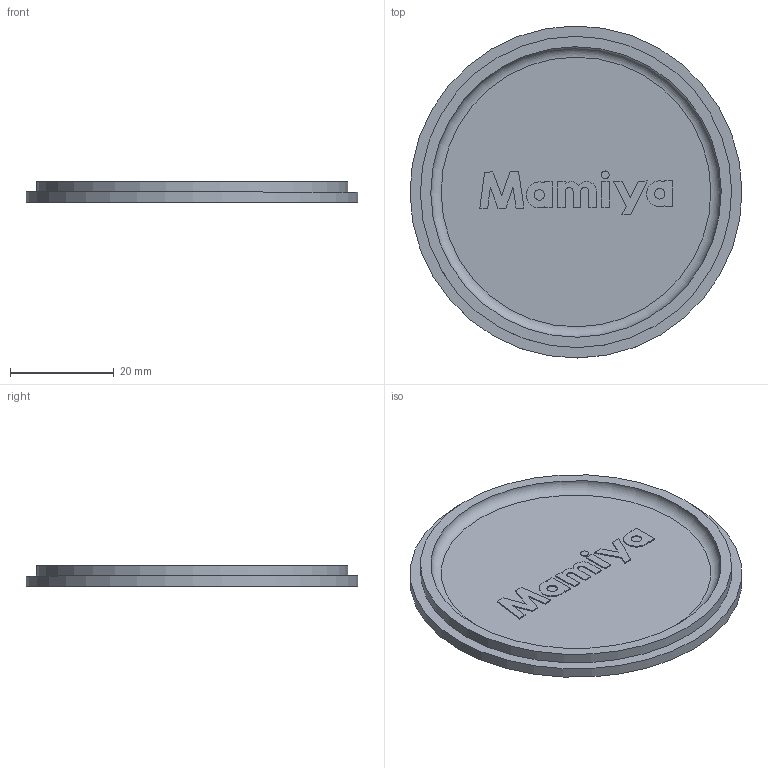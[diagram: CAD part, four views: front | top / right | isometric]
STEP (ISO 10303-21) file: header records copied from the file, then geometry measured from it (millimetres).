
FILE_DESCRIPTION(/* description */ (''),/* implementation_level */ '2;1');
FILE_NAME(/* name */ 'baseBodyCap_faceplate_M645',/* time_stamp */ '2023-12-05T12:13:13-05:00',/* author */ ('George Moua'),/* organization */ ('Archive 663'),/* preprocessor_version */ 'ST-DEVELOPER v16.7',/* originating_system */ 'Solid Edge',/* authorisation */ 'Unknown');
FILE_SCHEMA (('AUTOMOTIVE_DESIGN {1 0 10303 214 3 1 1}'));
Length unit declared in the file: millimetre
Products named in the file (3): mountLensBase; mountLensBase_M645_oa_0; baseBodyCap_faceplate_M645
Assembly tree (2 placements, depth 3):
  mountLensBase
    mountLensBase_M645_oa_0
      baseBodyCap_faceplate_M645
Bounding box: 64 x 64 x 4 mm (x, y, z)
Volume: 7336.8 mm3; surface area: 7448.4 mm2
Topology: 1 solids, 1 shells, 71 faces, 174 edges, 116 vertices
Faces by surface type: plane 59, cylinder 11, torus 1
Full cylindrical faces by diameter (mm): 1.5 x1, 2 x2, 60 x1, 64 x1
Entity records: 2110 total; most frequent: CARTESIAN_POINT 358, DIRECTION 340, ORIENTED_EDGE 336, EDGE_CURVE 168, LINE 144, VECTOR 144, VERTEX_POINT 116, AXIS2_PLACEMENT_3D 98
